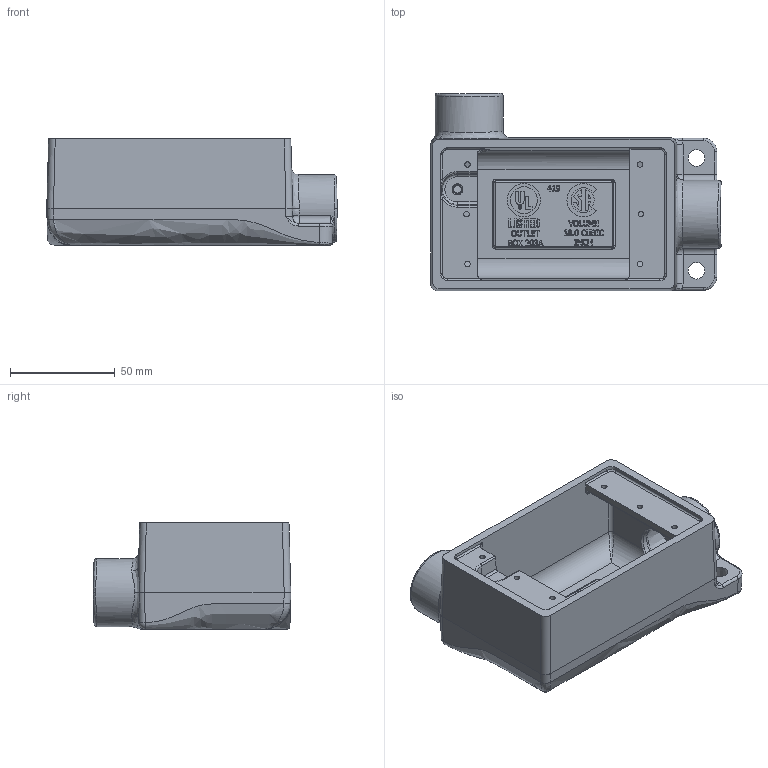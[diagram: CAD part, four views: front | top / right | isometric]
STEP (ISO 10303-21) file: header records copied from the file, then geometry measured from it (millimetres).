
FILE_DESCRIPTION(/* description */ ('FSL-2 AS MACHINED'),/* implementation_level */ '2;1');
FILE_NAME(/* name */ 'KIL_FSL-2.stp',/* time_stamp */ '2020-10-14T18:33:56+05:00',/* author */ ('kr'),/* organization */ (''),/* preprocessor_version */ 'ST-DEVELOPER v18',/* originating_system */ 'Autodesk Inventor 2020',/* authorisation */ '');
FILE_SCHEMA (('AUTOMOTIVE_DESIGN { 1 0 10303 214 3 1 1 }'));
Length unit declared in the file: inch
Products named in the file (1): 23858
Bounding box: 138.99 x 94.53 x 50.8 mm (x, y, z)
Volume: 150639.9 mm3; surface area: 61772.5 mm2
Topology: 1 solids, 1 shells, 1125 faces, 2982 edges, 1916 vertices
Faces by surface type: plane 558, bspline 372, cylinder 158, torus 20, cone 10, sphere 7
Full cylindrical faces by diameter (mm): 1.476 x1, 1.762 x1, 2.642 x6, 3.683 x1, 12.938 x1, 15.875 x1, 20.117 x2, 32.544 x1
Entity records: 39932 total; most frequent: CARTESIAN_POINT 14110, ORIENTED_EDGE 5918, DIRECTION 4263, EDGE_CURVE 2959, VERTEX_POINT 1916, LINE 1833, VECTOR 1833, EDGE_LOOP 1227
